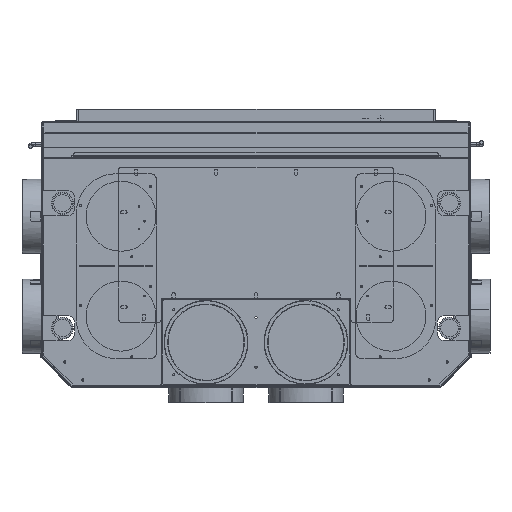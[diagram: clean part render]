
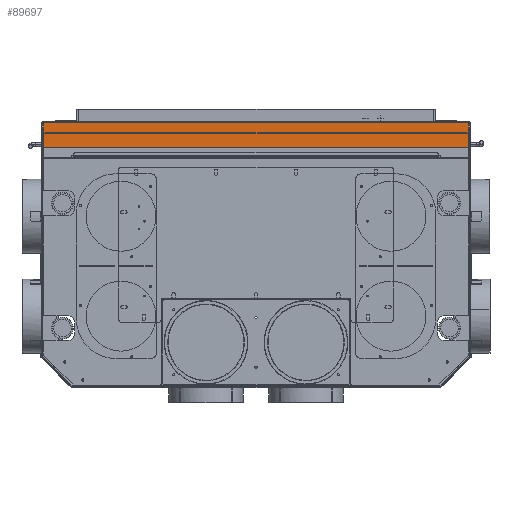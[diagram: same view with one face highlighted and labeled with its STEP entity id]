
A CAD part, front view. The second image highlights one B-rep face of the part: STEP entity #89697.
In plain terms, the highlighted planar face has unit normal (0, -1, 0).
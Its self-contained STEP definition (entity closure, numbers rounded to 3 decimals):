
#9215 = DIRECTION ( 'NONE',  ( 0., 0., 1. ) ) ;
#11634 = EDGE_CURVE ( 'NONE', #95904, #86865, #93646, .T. ) ;
#16211 = DIRECTION ( 'NONE',  ( 1., 0., 0. ) ) ;
#17520 = EDGE_LOOP ( 'NONE', ( #31022, #76136, #43446, #54962 ) ) ;
#19801 = VERTEX_POINT ( 'NONE', #88728 ) ;
#20791 = VECTOR ( 'NONE', #9215, 1000. ) ;
#24892 = CARTESIAN_POINT ( 'NONE',  ( -426., -417., 181. ) ) ;
#29788 = VERTEX_POINT ( 'NONE', #161613 ) ;
#31022 = ORIENTED_EDGE ( 'NONE', *, *, #11634, .F. ) ;
#31593 = FACE_OUTER_BOUND ( 'NONE', #17520, .T. ) ;
#37463 = DIRECTION ( 'NONE',  ( 0., 0., -1. ) ) ;
#43446 = ORIENTED_EDGE ( 'NONE', *, *, #142024, .T. ) ;
#44118 = DIRECTION ( 'NONE',  ( 0., 1., 0. ) ) ;
#54962 = ORIENTED_EDGE ( 'NONE', *, *, #101002, .T. ) ;
#63858 = LINE ( 'NONE', #110627, #20791 ) ;
#64648 = CARTESIAN_POINT ( 'NONE',  ( 426., -417., 181. ) ) ;
#65466 = VECTOR ( 'NONE', #137643, 1000. ) ;
#76136 = ORIENTED_EDGE ( 'NONE', *, *, #89952, .T. ) ;
#81233 = AXIS2_PLACEMENT_3D ( 'NONE', #92949, #44118, #131897 ) ;
#86865 = VERTEX_POINT ( 'NONE', #128256 ) ;
#88728 = CARTESIAN_POINT ( 'NONE',  ( -426., -417., 181. ) ) ;
#89697 = ADVANCED_FACE ( 'NONE', ( #31593 ), #105590, .F. ) ;
#89952 = EDGE_CURVE ( 'NONE', #95904, #19801, #92538, .T. ) ;
#91312 = CARTESIAN_POINT ( 'NONE',  ( 426., -417., 231. ) ) ;
#91555 = CARTESIAN_POINT ( 'NONE',  ( -426., -417., 231. ) ) ;
#92538 = LINE ( 'NONE', #24892, #106285 ) ;
#92949 = CARTESIAN_POINT ( 'NONE',  ( 426., -417., 181. ) ) ;
#93646 = LINE ( 'NONE', #91312, #144607 ) ;
#95904 = VERTEX_POINT ( 'NONE', #91555 ) ;
#101002 = EDGE_CURVE ( 'NONE', #29788, #86865, #63858, .T. ) ;
#105590 = PLANE ( 'NONE',  #81233 ) ;
#106285 = VECTOR ( 'NONE', #37463, 1000. ) ;
#110627 = CARTESIAN_POINT ( 'NONE',  ( 426., -417., 181. ) ) ;
#128256 = CARTESIAN_POINT ( 'NONE',  ( 426., -417., 231. ) ) ;
#130290 = LINE ( 'NONE', #64648, #65466 ) ;
#131897 = DIRECTION ( 'NONE',  ( 1., 0., 0. ) ) ;
#137643 = DIRECTION ( 'NONE',  ( 1., 0., 0. ) ) ;
#142024 = EDGE_CURVE ( 'NONE', #19801, #29788, #130290, .T. ) ;
#144607 = VECTOR ( 'NONE', #16211, 1000. ) ;
#161613 = CARTESIAN_POINT ( 'NONE',  ( 426., -417., 181. ) ) ;
